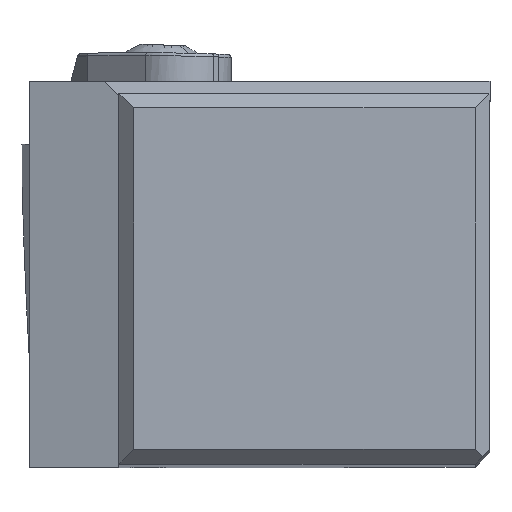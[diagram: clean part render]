
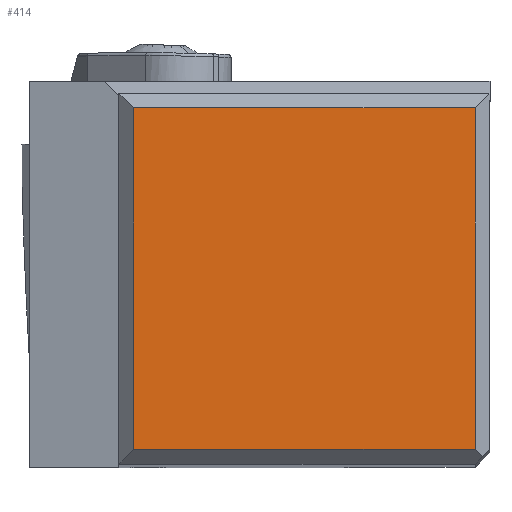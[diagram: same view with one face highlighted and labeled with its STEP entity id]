
A CAD part, top view. The second image highlights one B-rep face of the part: STEP entity #414.
In plain terms, the highlighted planar face has unit normal (0, 0, 1).
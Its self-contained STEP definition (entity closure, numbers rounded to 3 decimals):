
#211=FACE_OUTER_BOUND('',#700,.T.);
#414=ADVANCED_FACE('',(#211),#579,.T.);
#579=PLANE('',#3414);
#700=EDGE_LOOP('',(#1285,#1286,#1287,#1288));
#1285=ORIENTED_EDGE('',*,*,#2424,.F.);
#1286=ORIENTED_EDGE('',*,*,#2432,.T.);
#1287=ORIENTED_EDGE('',*,*,#2430,.T.);
#1288=ORIENTED_EDGE('',*,*,#2426,.T.);
#2070=VERTEX_POINT('',#5126);
#2071=VERTEX_POINT('',#5128);
#2072=VERTEX_POINT('',#5132);
#2074=VERTEX_POINT('',#5140);
#2424=EDGE_CURVE('',#2070,#2071,#2856,.T.);
#2426=EDGE_CURVE('',#2072,#2071,#2858,.T.);
#2430=EDGE_CURVE('',#2074,#2072,#2862,.T.);
#2432=EDGE_CURVE('',#2070,#2074,#2864,.T.);
#2856=LINE('',#5127,#3084);
#2858=LINE('',#5131,#3086);
#2862=LINE('',#5139,#3090);
#2864=LINE('',#5143,#3092);
#3084=VECTOR('',#3981,1.);
#3086=VECTOR('',#3985,1.);
#3090=VECTOR('',#3993,1.);
#3092=VECTOR('',#3997,1.);
#3414=AXIS2_PLACEMENT_3D('',#5145,#4000,#4001);
#3981=DIRECTION('',(1.,0.,0.));
#3985=DIRECTION('',(0.,1.,0.));
#3993=DIRECTION('',(1.,0.,0.));
#3997=DIRECTION('',(0.,-1.,0.));
#4000=DIRECTION('',(0.,0.,1.));
#4001=DIRECTION('',(1.,0.,0.));
#5126=CARTESIAN_POINT('',(-24.,24.,0.));
#5127=CARTESIAN_POINT('',(-24.,24.,0.));
#5128=CARTESIAN_POINT('',(-1.,24.,0.));
#5131=CARTESIAN_POINT('',(-1.,1.,0.));
#5132=CARTESIAN_POINT('',(-1.,1.,0.));
#5139=CARTESIAN_POINT('',(-24.,1.,0.));
#5140=CARTESIAN_POINT('',(-24.,1.,0.));
#5143=CARTESIAN_POINT('',(-24.,24.,0.));
#5145=CARTESIAN_POINT('',(-12.5,12.5,0.));
